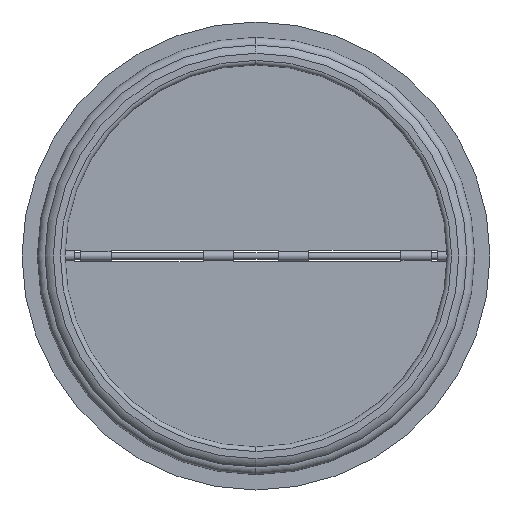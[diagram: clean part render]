
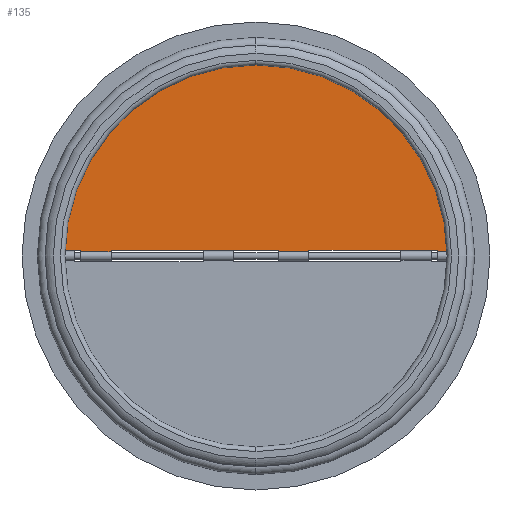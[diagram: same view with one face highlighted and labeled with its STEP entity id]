
A CAD part, front view. The second image highlights one B-rep face of the part: STEP entity #135.
In plain terms, the highlighted planar face has unit normal (0, -1, 0).
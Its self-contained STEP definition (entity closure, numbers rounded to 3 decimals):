
#135=ADVANCED_FACE('',(#280),#281,.T.);
#280=FACE_OUTER_BOUND('',#529,.T.);
#281=PLANE('',#530);
#529=EDGE_LOOP('',(#942,#943,#944,#945,#946,#947,#948,#949,#950,#951,#952,#953,#954,#955));
#530=AXIS2_PLACEMENT_3D('',#956,#957,#958);
#942=ORIENTED_EDGE('',*,*,#1728,.F.);
#943=ORIENTED_EDGE('',*,*,#1745,.T.);
#944=ORIENTED_EDGE('',*,*,#1769,.F.);
#945=ORIENTED_EDGE('',*,*,#1770,.T.);
#946=ORIENTED_EDGE('',*,*,#1771,.F.);
#947=ORIENTED_EDGE('',*,*,#1772,.T.);
#948=ORIENTED_EDGE('',*,*,#1767,.F.);
#949=ORIENTED_EDGE('',*,*,#1706,.T.);
#950=ORIENTED_EDGE('',*,*,#1764,.F.);
#951=ORIENTED_EDGE('',*,*,#1773,.T.);
#952=ORIENTED_EDGE('',*,*,#1774,.F.);
#953=ORIENTED_EDGE('',*,*,#1702,.T.);
#954=ORIENTED_EDGE('',*,*,#1775,.F.);
#955=ORIENTED_EDGE('',*,*,#1776,.T.);
#956=CARTESIAN_POINT('',(175.167,-13.5,79.412));
#957=DIRECTION('',(-0.0,-1.0,0.0));
#958=DIRECTION('',(-1.0,0.0,0.0));
#1702=EDGE_CURVE('',#2042,#2040,#2043,.T.);
#1706=EDGE_CURVE('',#2050,#2048,#2051,.T.);
#1728=EDGE_CURVE('',#2089,#2090,#2091,.T.);
#1745=EDGE_CURVE('',#2089,#2119,#2121,.T.);
#1764=EDGE_CURVE('',#2148,#2048,#2150,.T.);
#1767=EDGE_CURVE('',#2050,#2153,#2154,.T.);
#1769=EDGE_CURVE('',#2156,#2119,#2157,.T.);
#1770=EDGE_CURVE('',#2156,#2158,#2159,.T.);
#1771=EDGE_CURVE('',#2160,#2158,#2161,.T.);
#1772=EDGE_CURVE('',#2160,#2153,#2162,.T.);
#1773=EDGE_CURVE('',#2148,#2163,#2164,.T.);
#1774=EDGE_CURVE('',#2042,#2163,#2165,.T.);
#1775=EDGE_CURVE('',#2166,#2040,#2167,.T.);
#1776=EDGE_CURVE('',#2166,#2090,#2168,.T.);
#2040=VERTEX_POINT('',#2564);
#2042=VERTEX_POINT('',#2566);
#2043=LINE('',#2567,#2568);
#2048=VERTEX_POINT('',#2574);
#2050=VERTEX_POINT('',#2576);
#2051=LINE('',#2577,#2578);
#2089=VERTEX_POINT('',#2696);
#2090=VERTEX_POINT('',#2697);
#2091=CIRCLE('',#2698,70.6);
#2119=VERTEX_POINT('',#2740);
#2121=LINE('',#2743,#2744);
#2148=VERTEX_POINT('',#2784);
#2150=LINE('',#2787,#2788);
#2153=VERTEX_POINT('',#2791);
#2154=LINE('',#2792,#2793);
#2156=VERTEX_POINT('',#2796);
#2157=LINE('',#2797,#2798);
#2158=VERTEX_POINT('',#2799);
#2159=LINE('',#2800,#2801);
#2160=VERTEX_POINT('',#2802);
#2161=LINE('',#2803,#2804);
#2162=LINE('',#2805,#2806);
#2163=VERTEX_POINT('',#2807);
#2164=LINE('',#2808,#2809);
#2165=LINE('',#2810,#2811);
#2166=VERTEX_POINT('',#2812);
#2167=LINE('',#2813,#2814);
#2168=LINE('',#2815,#2816);
#2564=CARTESIAN_POINT('',(244.367,-13.5,54.829));
#2566=CARTESIAN_POINT('',(234.367,-13.5,54.829));
#2567=CARTESIAN_POINT('',(239.367,-13.5,54.829));
#2568=VECTOR('',#3264,1.0);
#2574=CARTESIAN_POINT('',(192.367,-13.5,54.829));
#2576=CARTESIAN_POINT('',(182.367,-13.5,54.829));
#2577=CARTESIAN_POINT('',(187.367,-13.5,54.829));
#2578=VECTOR('',#3272,1.0);
#2696=CARTESIAN_POINT('',(104.59,-13.5,55.186));
#2697=CARTESIAN_POINT('',(245.744,-13.5,55.186));
#2698=AXIS2_PLACEMENT_3D('',#3296,#3297,#3298);
#2740=CARTESIAN_POINT('',(117.967,-13.5,55.186));
#2743=CARTESIAN_POINT('',(246.344,-13.5,55.186));
#2744=VECTOR('',#3317,1.0);
#2784=CARTESIAN_POINT('',(192.367,-13.5,55.186));
#2787=CARTESIAN_POINT('',(192.367,-13.5,55.186));
#2788=VECTOR('',#3344,1.0);
#2791=CARTESIAN_POINT('',(182.367,-13.5,55.186));
#2792=CARTESIAN_POINT('',(182.367,-13.5,54.686));
#2793=VECTOR('',#3351,1.0);
#2796=CARTESIAN_POINT('',(117.967,-13.5,54.829));
#2797=CARTESIAN_POINT('',(117.967,-13.5,54.686));
#2798=VECTOR('',#3353,1.0);
#2799=CARTESIAN_POINT('',(127.967,-13.5,54.829));
#2800=CARTESIAN_POINT('',(122.967,-13.5,54.829));
#2801=VECTOR('',#3354,1.0);
#2802=CARTESIAN_POINT('',(127.967,-13.5,55.186));
#2803=CARTESIAN_POINT('',(127.967,-13.5,55.186));
#2804=VECTOR('',#3355,1.0);
#2805=CARTESIAN_POINT('',(246.344,-13.5,55.186));
#2806=VECTOR('',#3356,1.0);
#2807=CARTESIAN_POINT('',(234.367,-13.5,55.186));
#2808=CARTESIAN_POINT('',(246.344,-13.5,55.186));
#2809=VECTOR('',#3357,1.0);
#2810=CARTESIAN_POINT('',(234.367,-13.5,54.686));
#2811=VECTOR('',#3358,1.0);
#2812=CARTESIAN_POINT('',(244.367,-13.5,55.186));
#2813=CARTESIAN_POINT('',(244.367,-13.5,55.186));
#2814=VECTOR('',#3359,1.0);
#2815=CARTESIAN_POINT('',(246.344,-13.5,55.186));
#2816=VECTOR('',#3360,1.0);
#3264=DIRECTION('',(1.0,-0.0,0.0));
#3272=DIRECTION('',(1.0,-0.0,0.0));
#3296=CARTESIAN_POINT('',(175.167,-13.5,53.386));
#3297=DIRECTION('',(0.0,1.0,-0.0));
#3298=DIRECTION('',(-1.0,0.0,0.0));
#3317=DIRECTION('',(1.0,-0.0,0.0));
#3344=DIRECTION('',(0.0,0.0,-1.0));
#3351=DIRECTION('',(0.0,0.0,1.0));
#3353=DIRECTION('',(0.0,0.0,1.0));
#3354=DIRECTION('',(1.0,-0.0,0.0));
#3355=DIRECTION('',(0.0,0.0,-1.0));
#3356=DIRECTION('',(1.0,-0.0,0.0));
#3357=DIRECTION('',(1.0,-0.0,0.0));
#3358=DIRECTION('',(0.0,0.0,1.0));
#3359=DIRECTION('',(0.0,0.0,-1.0));
#3360=DIRECTION('',(1.0,-0.0,0.0));
